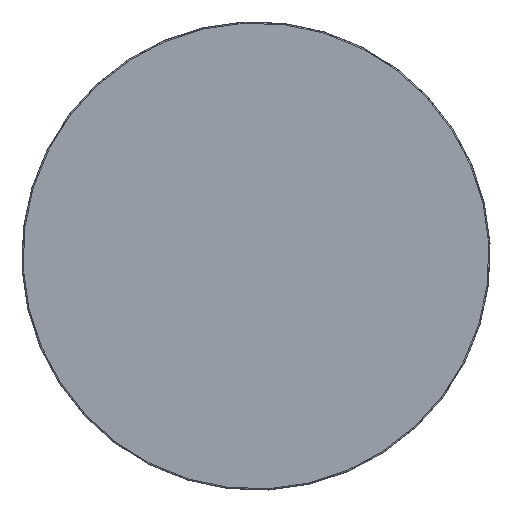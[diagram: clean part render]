
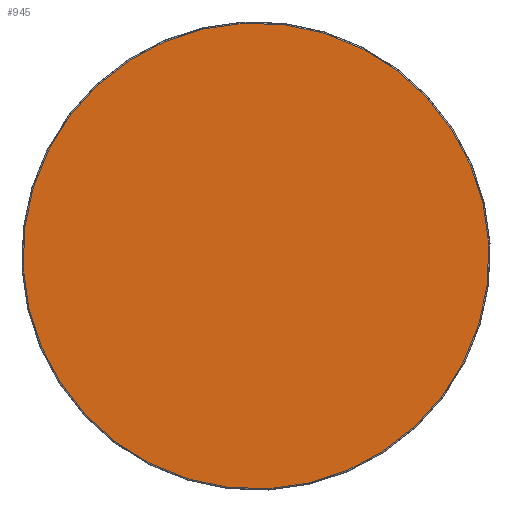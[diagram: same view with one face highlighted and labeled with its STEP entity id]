
A CAD part, front view. The second image highlights one B-rep face of the part: STEP entity #945.
In plain terms, the highlighted planar face has unit normal (0, -1, 0).
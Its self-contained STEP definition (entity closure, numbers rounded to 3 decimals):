
#97=PLANE('',#1078);
#164=FACE_OUTER_BOUND('',#226,.T.);
#226=EDGE_LOOP('',(#840));
#379=CIRCLE('',#1079,15.414);
#467=VERTEX_POINT('',#1685);
#595=EDGE_CURVE('',#467,#467,#379,.T.);
#840=ORIENTED_EDGE('',*,*,#595,.F.);
#945=ADVANCED_FACE('',(#164),#97,.T.);
#1078=AXIS2_PLACEMENT_3D('',#1684,#1346,#1347);
#1079=AXIS2_PLACEMENT_3D('',#1686,#1348,#1349);
#1346=DIRECTION('center_axis',(0.,-1.,0.));
#1347=DIRECTION('ref_axis',(-0.956,0.,0.293));
#1348=DIRECTION('center_axis',(0.,1.,0.));
#1349=DIRECTION('ref_axis',(0.293,0.,0.956));
#1684=CARTESIAN_POINT('Origin',(2.26,0.,7.368));
#1685=CARTESIAN_POINT('',(-14.736,0.,4.521));
#1686=CARTESIAN_POINT('Origin',(0.,0.,
0.));
